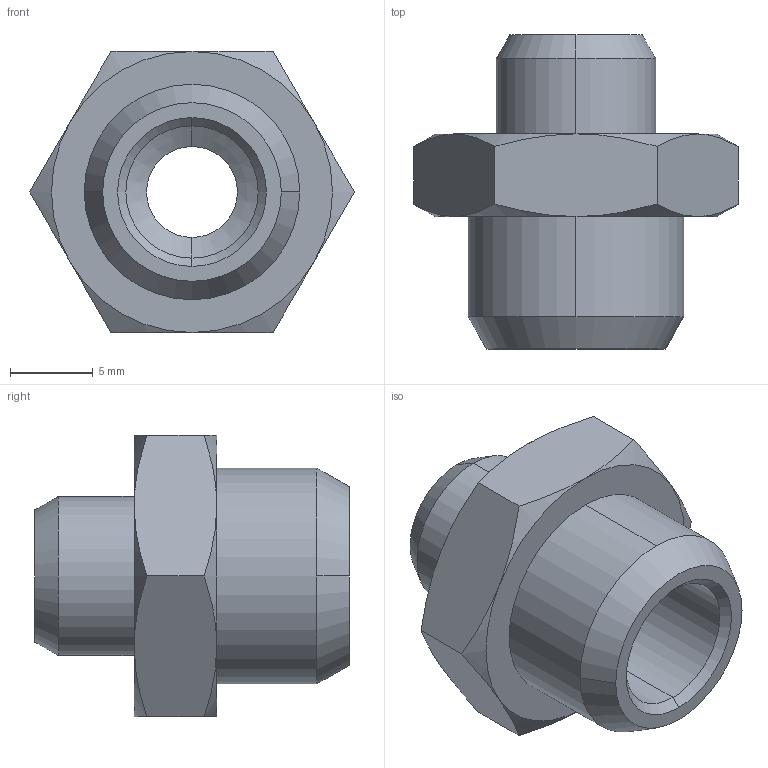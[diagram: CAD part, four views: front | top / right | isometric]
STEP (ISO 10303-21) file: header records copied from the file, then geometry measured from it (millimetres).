
FILE_DESCRIPTION (( 'STEP AP214' ), '1' );
FILE_NAME ('DRF.MM0102.STEP', '2018-09-03T10:27:08', ( '' ), ( '' ), 'SwSTEP 2.0', 'SolidWorks 2018', '' );
FILE_SCHEMA (( 'AUTOMOTIVE_DESIGN' ));
Length unit declared in the file: millimetre
Products named in the file (1): DRF.MM0102
Bounding box: 19.63 x 19 x 17 mm (x, y, z)
Volume: 1983.3 mm3; surface area: 1554.5 mm2
Topology: 1 solids, 1 shells, 41 faces, 90 edges, 53 vertices
Faces by surface type: cone 23, plane 10, cylinder 8
Entity records: 1227 total; most frequent: CARTESIAN_POINT 305, DIRECTION 191, ORIENTED_EDGE 180, EDGE_CURVE 90, AXIS2_PLACEMENT_3D 83, VERTEX_POINT 53, EDGE_LOOP 45, CIRCLE 41
